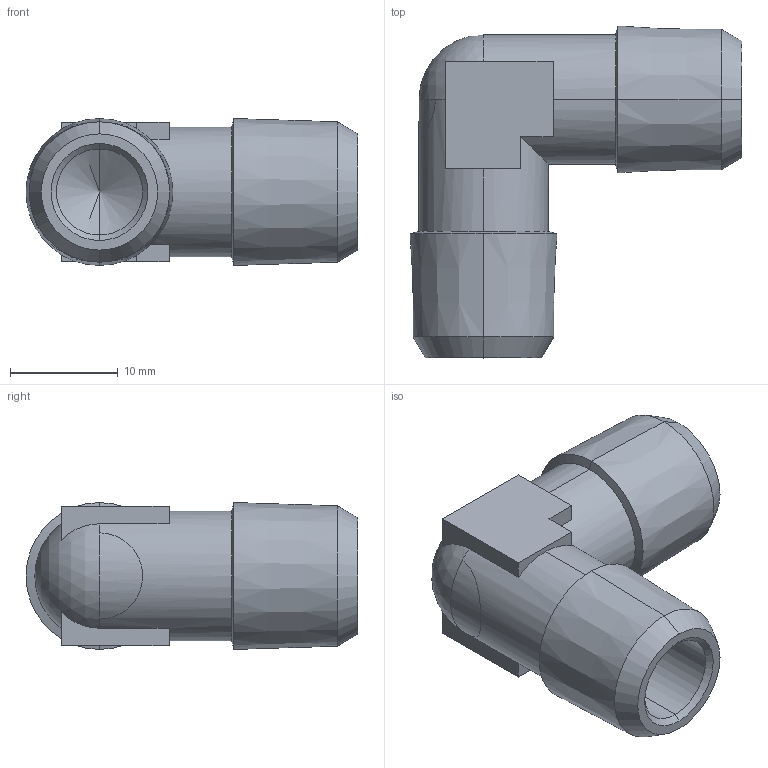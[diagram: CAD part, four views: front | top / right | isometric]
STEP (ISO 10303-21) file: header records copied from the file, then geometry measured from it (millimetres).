
FILE_DESCRIPTION (( 'STEP AP214' ), '1' );
FILE_NAME ('DRF.MM02_L.STEP', '2018-09-03T10:23:45', ( '' ), ( '' ), 'SwSTEP 2.0', 'SolidWorks 2018', '' );
FILE_SCHEMA (( 'AUTOMOTIVE_DESIGN' ));
Length unit declared in the file: millimetre
Products named in the file (1): DRF.MM02_L
Bounding box: 30.82 x 30.82 x 13.64 mm (x, y, z)
Volume: 4319.5 mm3; surface area: 3064 mm2
Topology: 1 solids, 1 shells, 45 faces, 121 edges, 77 vertices
Faces by surface type: cone 18, plane 16, cylinder 10, sphere 1
Entity records: 1674 total; most frequent: CARTESIAN_POINT 478, DIRECTION 238, ORIENTED_EDGE 234, EDGE_CURVE 117, AXIS2_PLACEMENT_3D 90, VERTEX_POINT 76, VECTOR 58, LINE 58
